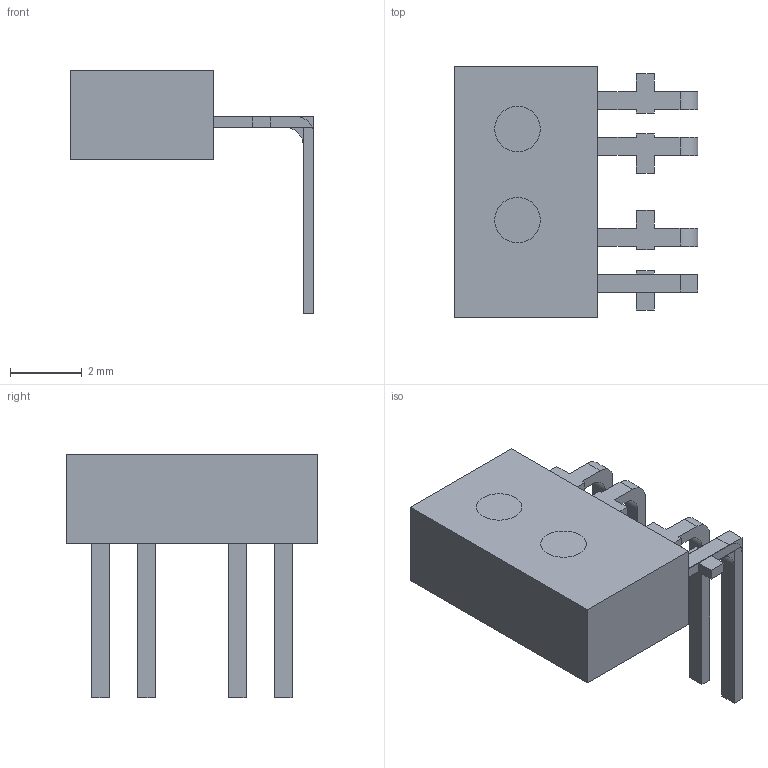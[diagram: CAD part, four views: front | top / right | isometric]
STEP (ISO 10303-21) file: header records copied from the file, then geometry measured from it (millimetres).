
FILE_DESCRIPTION(('FreeCAD Model'),'2;1');
FILE_NAME( 'TCRT1000.step' ,'2016-11-06T17:00:57',('Author'),(''), 'Open CASCADE STEP processor 6.8','FreeCAD','Unknown');
FILE_SCHEMA(('AUTOMOTIVE_DESIGN_CC2 { 1 2 10303 214 -1 1 5 4 }'));
Length unit declared in the file: millimetre
Products named in the file (16): ASSEMBLY; Mirror_of_Pad002; Sketch; Sketch001; Sketch002; Sketch003; Sketch004; Fillet001; Fillet; Pocket; Pad; Pad001; Pad002; Pad003; Array; Array001
Assembly tree (15 placements, depth 2):
  ASSEMBLY
    Mirror_of_Pad002
    Sketch
    Sketch001
    Sketch002
    Sketch003
    Sketch004
    Fillet001
    Fillet
    Pocket
    Pad
    Pad001
    Pad002
    Pad003
    Array
    Array001
Bounding box: 6.8 x 7 x 6.8 mm (x, y, z)
Volume: 149.3 mm3; surface area: 356.9 mm2
Topology: 12 solids, 12 shells, 157 faces, 411 edges, 296 vertices
Faces by surface type: plane 140, cylinder 17
Full cylindrical faces by diameter (mm): 1.27 x2
Entity records: 10327 total; most frequent: CARTESIAN_POINT 1794, DIRECTION 1538, LINE 1103, VECTOR 1103, ORIENTED_EDGE 786, PCURVE 786, DEFINITIONAL_REPRESENTATION 786, EDGE_CURVE 393
